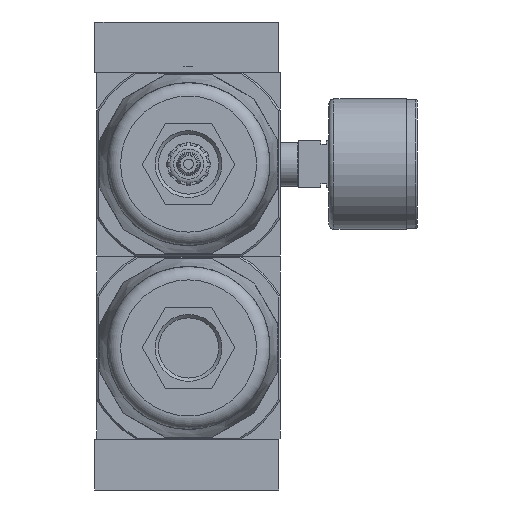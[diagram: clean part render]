
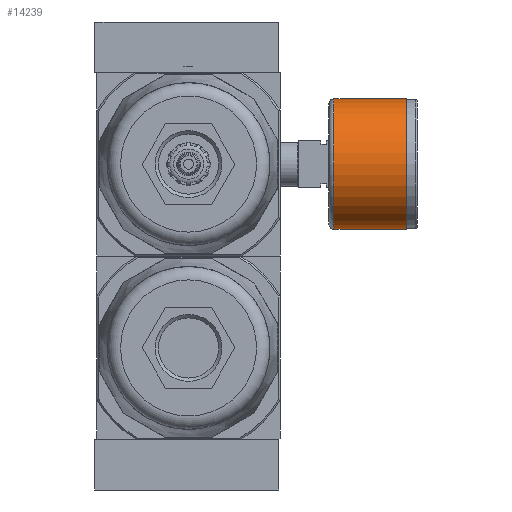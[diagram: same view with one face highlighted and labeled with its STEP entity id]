
A CAD part, front view. The second image highlights one B-rep face of the part: STEP entity #14239.
In plain terms, the highlighted cylindrical face has radius 19.5 mm (diameter 39 mm), a full revolution.
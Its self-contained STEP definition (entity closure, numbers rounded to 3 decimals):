
#712=CYLINDRICAL_SURFACE('',#19843,19.5);
#1264=CIRCLE('',#19842,19.5);
#1265=CIRCLE('',#19844,19.5);
#3498=ORIENTED_EDGE('',*,*,#6673,.F.);
#3499=ORIENTED_EDGE('',*,*,#6674,.T.);
#6673=EDGE_CURVE('',#8433,#8433,#1264,.T.);
#6674=EDGE_CURVE('',#8434,#8434,#1265,.T.);
#8433=VERTEX_POINT('',#27497);
#8434=VERTEX_POINT('',#27500);
#11623=EDGE_LOOP('',(#3498));
#11624=EDGE_LOOP('',(#3499));
#12774=FACE_BOUND('',#11623,.T.);
#12775=FACE_BOUND('',#11624,.T.);
#14239=ADVANCED_FACE('',(#12774,#12775),#712,.T.);
#19842=AXIS2_PLACEMENT_3D('',#27496,#22632,#22633);
#19843=AXIS2_PLACEMENT_3D('',#27498,#22634,#22635);
#19844=AXIS2_PLACEMENT_3D('',#27499,#22636,#22637);
#22632=DIRECTION('',(1.,0.,0.));
#22633=DIRECTION('',(0.,0.,-1.));
#22634=DIRECTION('',(1.,0.,0.));
#22635=DIRECTION('',(0.,0.,-1.));
#22636=DIRECTION('',(1.,0.,0.));
#22637=DIRECTION('',(0.,0.,-1.));
#27496=CARTESIAN_POINT('',(-3.2,0.,0.));
#27497=CARTESIAN_POINT('',(-3.2,0.,-19.5));
#27498=CARTESIAN_POINT('',(0.,0.,0.));
#27499=CARTESIAN_POINT('',(-24.85,0.,0.));
#27500=CARTESIAN_POINT('',(-24.85,0.,-19.5));
